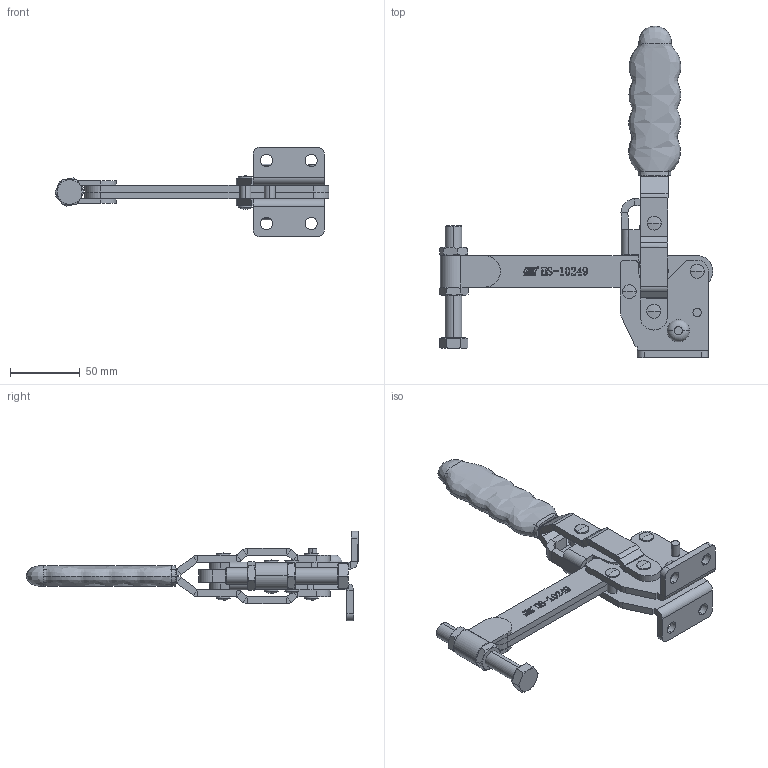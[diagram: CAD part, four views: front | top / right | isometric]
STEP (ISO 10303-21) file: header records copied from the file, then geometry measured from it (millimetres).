
FILE_DESCRIPTION (( 'STEP AP203' ), '1' );
FILE_NAME ('HS-10249装配体.STEP', '2018-12-07T01:49:29', ( 'PCOS' ), ( '微软中国' ), 'SwSTEP 2.0', 'SolidWorks 2012', '' );
FILE_SCHEMA (( 'CONFIG_CONTROL_DESIGN' ));
Length unit declared in the file: millimetre
Products named in the file (14): 楊擘菁釱酘; HS-10249蚾饜极; 酗种; 眻忒參蚾饜极; 眻忒梟; 眻忒參; 妗陑揤參蚾饜极; hexagon head bolts-full thread gb_GB_FASTENER_BOLT_STBAB A M12X80-C; hex thin nuts-grades ab-chamfered gb_GB_FASTENER_NUT_STNAB M12-N; 標; 妗陑揤參; 蟀裝; 傻种; 楊擘菁釱衵
Assembly tree (19 placements, depth 3):
  HS-10249蚾饜极
    楊擘菁釱酘
    楊擘菁釱衵
    傻种  x3
    蟀裝
    妗陑揤參蚾饜极
      妗陑揤參  x2
      標
      hex thin nuts-grades ab-chamfered gb_GB_FASTENER_NUT_STNAB M12-N  x2
      hexagon head bolts-full thread gb_GB_FASTENER_BOLT_STBAB A M12X80-C
    眻忒參蚾饜极
      眻忒參
      眻忒梟  x2
    酗种  x2
Bounding box: 195.89 x 237.5 x 64.2 mm (x, y, z)
Volume: 187320.3 mm3; surface area: 99177.4 mm2
Topology: 17 solids, 17 shells, 1133 faces, 2927 edges, 1898 vertices
Faces by surface type: plane 585, bspline 269, cylinder 231, cone 26, sphere 20, torus 2
Entity records: 30559 total; most frequent: CARTESIAN_POINT 13502, ORIENTED_EDGE 3380, DIRECTION 2838, EDGE_CURVE 1690, VERTEX_POINT 1090, LINE 1028, VECTOR 1028, AXIS2_PLACEMENT_3D 905
